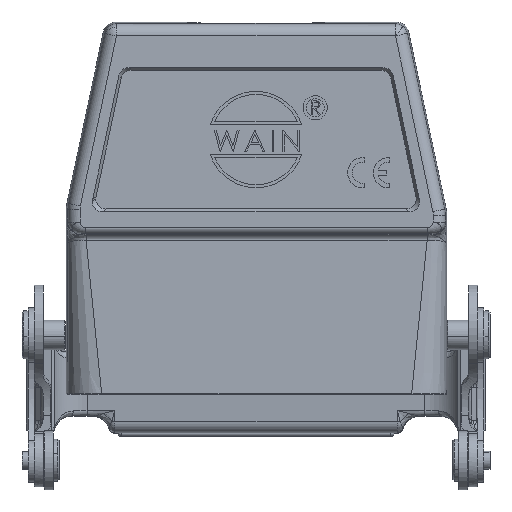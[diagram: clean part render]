
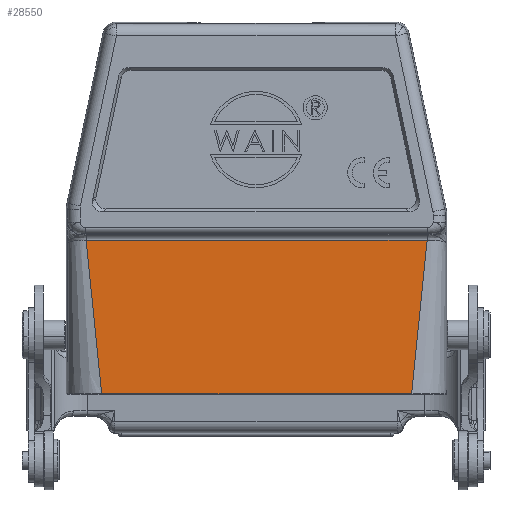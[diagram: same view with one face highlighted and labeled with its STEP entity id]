
A CAD part, top view. The second image highlights one B-rep face of the part: STEP entity #28550.
In plain terms, the highlighted planar face has unit normal (0, 0, 1).
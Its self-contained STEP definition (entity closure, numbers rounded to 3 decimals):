
#5749=DIRECTION('',(1.,0.,0.));
#5750=VECTOR('',#5749,51.464);
#5751=CARTESIAN_POINT('',(-25.629,2.8,14.75));
#5752=LINE('',#5751,#5750);
#6935=DIRECTION('',(-1.,0.,0.));
#6936=VECTOR('',#6935,56.612);
#6937=CARTESIAN_POINT('',(28.409,28.258,14.75));
#6938=LINE('',#6937,#6936);
#7063=CARTESIAN_POINT('',(-25.629,2.8,14.75));
#7070=DIRECTION('',(-0.101,0.995,0.));
#7071=VECTOR('',#7070,25.588);
#7072=CARTESIAN_POINT('',(-25.629,2.8,14.75));
#7073=LINE('',#7072,#7071);
#7074=DIRECTION('',(-0.101,-0.995,0.));
#7075=VECTOR('',#7074,25.588);
#7076=CARTESIAN_POINT('',(28.409,28.258,14.75));
#7077=LINE('',#7076,#7075);
#15593=VERTEX_POINT('',#7063);
#15594=CARTESIAN_POINT('',(25.835,2.8,14.75));
#15595=VERTEX_POINT('',#15594);
#15974=CARTESIAN_POINT('',(28.409,28.258,14.75));
#15976=VERTEX_POINT('',#15974);
#15981=CARTESIAN_POINT('',(-28.203,28.258,
14.75));
#15982=VERTEX_POINT('',#15981);
#28538=CARTESIAN_POINT('',(-31.5,0.,14.75));
#28539=DIRECTION('',(0.,0.,1.));
#28540=DIRECTION('',(1.,0.,0.));
#28541=AXIS2_PLACEMENT_3D('',#28538,#28539,#28540);
#28542=PLANE('',#28541);
#28543=ORIENTED_EDGE('',*,*,#28531,.T.);
#28544=ORIENTED_EDGE('',*,*,#28271,.F.);
#28546=ORIENTED_EDGE('',*,*,#28545,.T.);
#28547=ORIENTED_EDGE('',*,*,#26527,.F.);
#28548=EDGE_LOOP('',(#28543,#28544,#28546,#28547));
#28549=FACE_OUTER_BOUND('',#28548,.F.);
#28550=ADVANCED_FACE('',(#28549),#28542,.T.);
#26527=EDGE_CURVE('',#15593,#15595,#5752,.T.);
#28271=EDGE_CURVE('',#15976,#15982,#6938,.T.);
#28531=EDGE_CURVE('',#15593,#15982,#7073,.T.);
#28545=EDGE_CURVE('',#15976,#15595,#7077,.T.);
